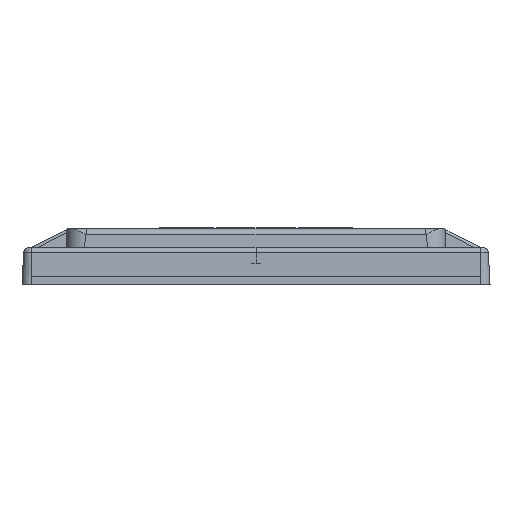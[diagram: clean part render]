
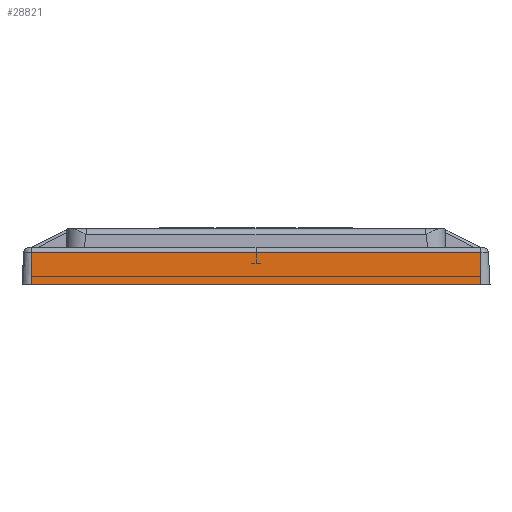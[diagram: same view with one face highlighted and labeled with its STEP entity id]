
A CAD part, left-side view. The second image highlights one B-rep face of the part: STEP entity #28821.
In plain terms, the highlighted planar face has unit normal (-0.999, 0, 0.052).
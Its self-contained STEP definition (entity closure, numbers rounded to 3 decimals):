
#410=DIRECTION('',(0.,-1.,0.));
#411=VECTOR('',#410,71.992);
#412=CARTESIAN_POINT('',(-127.5,35.996,-1.701));
#413=LINE('',#412,#411);
#1425=DIRECTION('',(0.,1.,0.));
#1426=VECTOR('',#1425,71.992);
#1427=CARTESIAN_POINT('',(-127.231,-35.996,
3.437));
#1428=LINE('',#1427,#1426);
#1442=CARTESIAN_POINT('',(-127.231,-35.996,
3.437));
#1454=DIRECTION('',(0.052,0.,0.999));
#1455=VECTOR('',#1454,5.145);
#1456=CARTESIAN_POINT('',(-127.5,-35.996,
-1.7));
#1457=LINE('',#1456,#1455);
#1466=DIRECTION('',(-0.052,0.,-0.999));
#1467=VECTOR('',#1466,5.145);
#1468=CARTESIAN_POINT('',(-127.231,35.996,3.437));
#1469=LINE('',#1468,#1467);
#22803=CARTESIAN_POINT('',(-127.5,35.996,
-1.701));
#22804=VERTEX_POINT('',#22803);
#22805=CARTESIAN_POINT('',(-127.5,-35.996,
-1.7));
#22806=VERTEX_POINT('',#22805);
#22850=VERTEX_POINT('',#1442);
#23074=CARTESIAN_POINT('',(-127.231,35.996,
3.437));
#23075=VERTEX_POINT('',#23074);
#28808=CARTESIAN_POINT('',(-127.5,-40.187,-1.701));
#28809=DIRECTION('',(-0.999,0.,0.052));
#28810=DIRECTION('',(0.,1.,0.));
#28811=AXIS2_PLACEMENT_3D('',#28808,#28809,#28810);
#28812=PLANE('',#28811);
#28813=ORIENTED_EDGE('',*,*,#28794,.F.);
#28815=ORIENTED_EDGE('',*,*,#28814,.F.);
#28816=ORIENTED_EDGE('',*,*,#28005,.F.);
#28818=ORIENTED_EDGE('',*,*,#28817,.F.);
#28819=EDGE_LOOP('',(#28813,#28815,#28816,#28818));
#28820=FACE_OUTER_BOUND('',#28819,.F.);
#28005=EDGE_CURVE('',#22804,#22806,#413,.T.);
#28794=EDGE_CURVE('',#22850,#23075,#1428,.T.);
#28814=EDGE_CURVE('',#22806,#22850,#1457,.T.);
#28817=EDGE_CURVE('',#23075,#22804,#1469,.T.);
#28821=ADVANCED_FACE('',(#28820),#28812,.T.);
